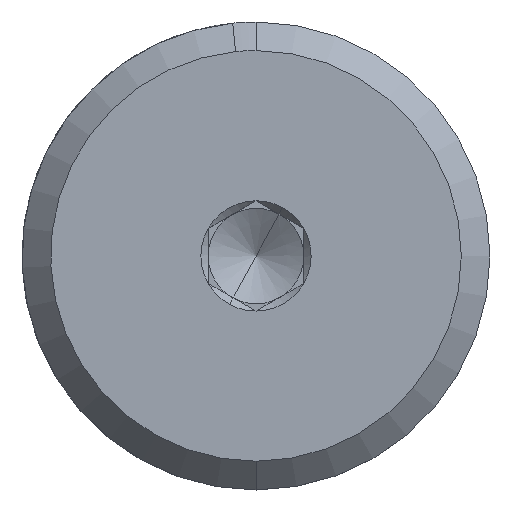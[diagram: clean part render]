
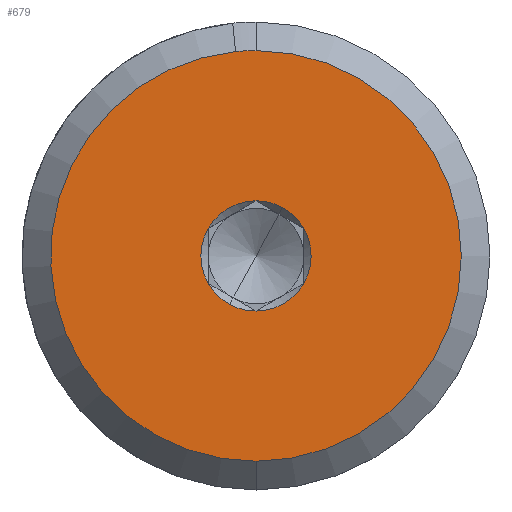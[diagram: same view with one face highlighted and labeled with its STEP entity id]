
A CAD part, top view. The second image highlights one B-rep face of the part: STEP entity #679.
In plain terms, the highlighted planar face has unit normal (0, 0, 1).
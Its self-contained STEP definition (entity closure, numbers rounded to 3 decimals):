
#380=AXIS2_PLACEMENT_3D('Circle Axis2P3D',#378,#379,$) ;
#453=AXIS2_PLACEMENT_3D('Circle Axis2P3D',#451,#452,$) ;
#476=AXIS2_PLACEMENT_3D('Circle Axis2P3D',#474,#475,$) ;
#581=AXIS2_PLACEMENT_3D('Circle Axis2P3D',#579,#580,$) ;
#592=AXIS2_PLACEMENT_3D('Plane Axis2P3D',#589,#590,#591) ;
#596=AXIS2_PLACEMENT_3D('Circle Axis2P3D',#594,#595,$) ;
#605=AXIS2_PLACEMENT_3D('Circle Axis2P3D',#603,#604,$) ;
#612=AXIS2_PLACEMENT_3D('Circle Axis2P3D',#610,#611,$) ;
#192=CARTESIAN_POINT('Vertex',(19.5,21.613,21.5)) ;
#206=CARTESIAN_POINT('Vertex',(19.5,27.387,21.5)) ;
#237=CARTESIAN_POINT('Vertex',(24.5,18.726,21.5)) ;
#351=CARTESIAN_POINT('Vertex',(24.5,30.274,21.5)) ;
#378=CARTESIAN_POINT('Axis2P3D Location',(24.5,24.5,21.5)) ;
#397=CARTESIAN_POINT('Vertex',(29.5,21.613,21.5)) ;
#451=CARTESIAN_POINT('Axis2P3D Location',(24.5,24.5,21.5)) ;
#455=CARTESIAN_POINT('Vertex',(21.732,19.433,21.5)) ;
#474=CARTESIAN_POINT('Axis2P3D Location',(24.5,24.5,21.5)) ;
#546=CARTESIAN_POINT('Vertex',(29.5,27.387,21.5)) ;
#579=CARTESIAN_POINT('Axis2P3D Location',(24.5,24.5,21.5)) ;
#589=CARTESIAN_POINT('Axis2P3D Location',(24.5,24.5,21.5)) ;
#594=CARTESIAN_POINT('Axis2P3D Location',(24.5,24.5,21.5)) ;
#598=CARTESIAN_POINT('Vertex',(22.359,45.893,21.5)) ;
#600=CARTESIAN_POINT('Vertex',(24.5,46.,21.5)) ;
#603=CARTESIAN_POINT('Axis2P3D Location',(24.5,24.5,21.5)) ;
#607=CARTESIAN_POINT('Vertex',(24.5,3.,21.5)) ;
#610=CARTESIAN_POINT('Axis2P3D Location',(24.5,24.5,21.5)) ;
#621=CARTESIAN_POINT('Control Point',(27.268,29.567,21.5)) ;
#622=CARTESIAN_POINT('Control Point',(26.761,29.844,21.5)) ;
#623=CARTESIAN_POINT('Control Point',(26.22,30.057,21.5)) ;
#624=CARTESIAN_POINT('Control Point',(25.655,30.201,21.5)) ;
#625=CARTESIAN_POINT('Control Point',(25.077,30.274,21.5)) ;
#626=CARTESIAN_POINT('Control Point',(24.5,30.274,21.5)) ;
#627=CARTESIAN_POINT('Vertex',(27.268,29.567,21.5)) ;
#631=CARTESIAN_POINT('Control Point',(29.5,27.387,21.5)) ;
#632=CARTESIAN_POINT('Control Point',(29.206,27.896,21.5)) ;
#633=CARTESIAN_POINT('Control Point',(28.846,28.369,21.5)) ;
#634=CARTESIAN_POINT('Control Point',(28.429,28.792,21.5)) ;
#635=CARTESIAN_POINT('Control Point',(27.927,29.185,21.5)) ;
#636=CARTESIAN_POINT('Control Point',(27.381,29.503,21.5)) ;
#637=CARTESIAN_POINT('Control Point',(27.344,29.525,21.5)) ;
#638=CARTESIAN_POINT('Control Point',(27.306,29.546,21.5)) ;
#639=CARTESIAN_POINT('Control Point',(27.268,29.567,21.5)) ;
#642=CARTESIAN_POINT('Control Point',(29.5,21.613,21.5)) ;
#643=CARTESIAN_POINT('Control Point',(29.794,22.123,21.5)) ;
#644=CARTESIAN_POINT('Control Point',(30.024,22.67,21.5)) ;
#645=CARTESIAN_POINT('Control Point',(30.182,23.244,21.5)) ;
#646=CARTESIAN_POINT('Control Point',(30.348,24.419,21.5)) ;
#647=CARTESIAN_POINT('Control Point',(30.214,25.598,21.5)) ;
#648=CARTESIAN_POINT('Control Point',(30.072,26.176,21.5)) ;
#649=CARTESIAN_POINT('Control Point',(29.847,26.759,21.5)) ;
#650=CARTESIAN_POINT('Control Point',(29.548,27.303,21.5)) ;
#651=CARTESIAN_POINT('Control Point',(29.532,27.331,21.5)) ;
#652=CARTESIAN_POINT('Control Point',(29.516,27.359,21.5)) ;
#653=CARTESIAN_POINT('Control Point',(29.5,27.387,21.5)) ;
#656=CARTESIAN_POINT('Control Point',(24.5,18.726,21.5)) ;
#657=CARTESIAN_POINT('Control Point',(25.089,18.726,21.5)) ;
#658=CARTESIAN_POINT('Control Point',(25.677,18.801,21.5)) ;
#659=CARTESIAN_POINT('Control Point',(26.253,18.952,21.5)) ;
#660=CARTESIAN_POINT('Control Point',(27.354,19.395,21.5)) ;
#661=CARTESIAN_POINT('Control Point',(28.308,20.1,21.5)) ;
#662=CARTESIAN_POINT('Control Point',(28.737,20.512,21.5)) ;
#663=CARTESIAN_POINT('Control Point',(29.13,20.999,21.5)) ;
#664=CARTESIAN_POINT('Control Point',(29.451,21.53,21.5)) ;
#665=CARTESIAN_POINT('Control Point',(29.468,21.558,21.5)) ;
#666=CARTESIAN_POINT('Control Point',(29.484,21.585,21.5)) ;
#667=CARTESIAN_POINT('Control Point',(29.5,21.613,21.5)) ;
#379=DIRECTION('Axis2P3D Direction',(0.,0.,1.)) ;
#452=DIRECTION('Axis2P3D Direction',(0.,0.,1.)) ;
#475=DIRECTION('Axis2P3D Direction',(0.,0.,1.)) ;
#580=DIRECTION('Axis2P3D Direction',(0.,0.,1.)) ;
#590=DIRECTION('Axis2P3D Direction',(0.,0.,-1.)) ;
#591=DIRECTION('Axis2P3D XDirection',(0.,1.,0.)) ;
#595=DIRECTION('Axis2P3D Direction',(0.,0.,-1.)) ;
#604=DIRECTION('Axis2P3D Direction',(0.,0.,-1.)) ;
#611=DIRECTION('Axis2P3D Direction',(0.,0.,-1.)) ;
#616=ORIENTED_EDGE('',*,*,#602,.F.) ;
#617=ORIENTED_EDGE('',*,*,#609,.F.) ;
#618=ORIENTED_EDGE('',*,*,#614,.F.) ;
#670=ORIENTED_EDGE('',*,*,#629,.T.) ;
#671=ORIENTED_EDGE('',*,*,#640,.T.) ;
#672=ORIENTED_EDGE('',*,*,#654,.T.) ;
#673=ORIENTED_EDGE('',*,*,#668,.T.) ;
#674=ORIENTED_EDGE('',*,*,#478,.T.) ;
#675=ORIENTED_EDGE('',*,*,#457,.T.) ;
#676=ORIENTED_EDGE('',*,*,#382,.T.) ;
#677=ORIENTED_EDGE('',*,*,#583,.T.) ;
#678=FACE_BOUND('',#669,.T.) ;
#679=ADVANCED_FACE('Stopper Plug_M40.1\\Koerper.2',(#619,#678),#593,.F.) ;
#620=B_SPLINE_CURVE_WITH_KNOTS('',5,(#621,#622,#623,#624,#625,#626),.UNSPECIFIED.,.F.,.U.,(6,6),(0.,4.082),.UNSPECIFIED.) ;
#630=B_SPLINE_CURVE_WITH_KNOTS('',5,(#631,#632,#633,#634,#635,#636,#637,#638,#639),.UNSPECIFIED.,.F.,.U.,(6,3,6),(0.,4.162,4.468),.UNSPECIFIED.) ;
#641=B_SPLINE_CURVE_WITH_KNOTS('',5,(#642,#643,#644,#645,#646,#647,#648,#649,#650,#651,#652,#653),.UNSPECIFIED.,.F.,.U.,(6,3,3,6),(0.,4.162,8.323,8.55),.UNSPECIFIED.) ;
#655=B_SPLINE_CURVE_WITH_KNOTS('',5,(#656,#657,#658,#659,#660,#661,#662,#663,#664,#665,#666,#667),.UNSPECIFIED.,.F.,.U.,(6,3,3,6),(0.,4.162,8.323,8.55),.UNSPECIFIED.) ;
#381=CIRCLE('generated circle',#380,5.774) ;
#454=CIRCLE('generated circle',#453,5.774) ;
#477=CIRCLE('generated circle',#476,5.774) ;
#582=CIRCLE('generated circle',#581,5.774) ;
#597=CIRCLE('generated circle',#596,21.5) ;
#606=CIRCLE('generated circle',#605,21.5) ;
#613=CIRCLE('generated circle',#612,21.5) ;
#382=EDGE_CURVE('',#193,#207,#381,.F.) ;
#457=EDGE_CURVE('',#456,#193,#454,.F.) ;
#478=EDGE_CURVE('',#238,#456,#477,.F.) ;
#583=EDGE_CURVE('',#207,#352,#582,.F.) ;
#602=EDGE_CURVE('',#599,#601,#597,.T.) ;
#609=EDGE_CURVE('',#608,#599,#606,.T.) ;
#614=EDGE_CURVE('',#601,#608,#613,.T.) ;
#629=EDGE_CURVE('',#352,#628,#620,.F.) ;
#640=EDGE_CURVE('',#628,#547,#630,.F.) ;
#654=EDGE_CURVE('',#547,#398,#641,.F.) ;
#668=EDGE_CURVE('',#398,#238,#655,.F.) ;
#615=EDGE_LOOP('',(#616,#617,#618)) ;
#669=EDGE_LOOP('',(#670,#671,#672,#673,#674,#675,#676,#677)) ;
#619=FACE_OUTER_BOUND('',#615,.T.) ;
#593=PLANE('',#592) ;
#193=VERTEX_POINT('',#192) ;
#207=VERTEX_POINT('',#206) ;
#238=VERTEX_POINT('',#237) ;
#352=VERTEX_POINT('',#351) ;
#398=VERTEX_POINT('',#397) ;
#456=VERTEX_POINT('',#455) ;
#547=VERTEX_POINT('',#546) ;
#599=VERTEX_POINT('',#598) ;
#601=VERTEX_POINT('',#600) ;
#608=VERTEX_POINT('',#607) ;
#628=VERTEX_POINT('',#627) ;
